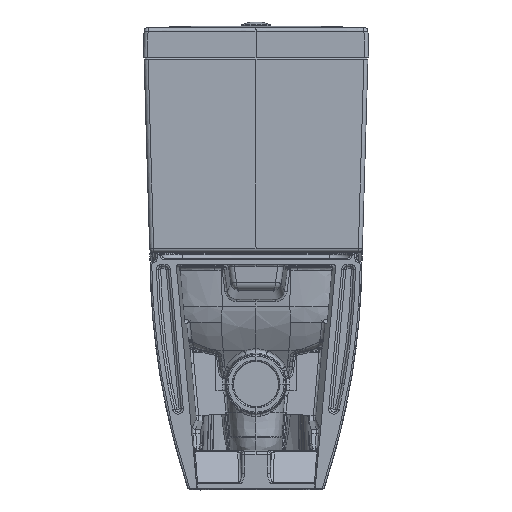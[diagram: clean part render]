
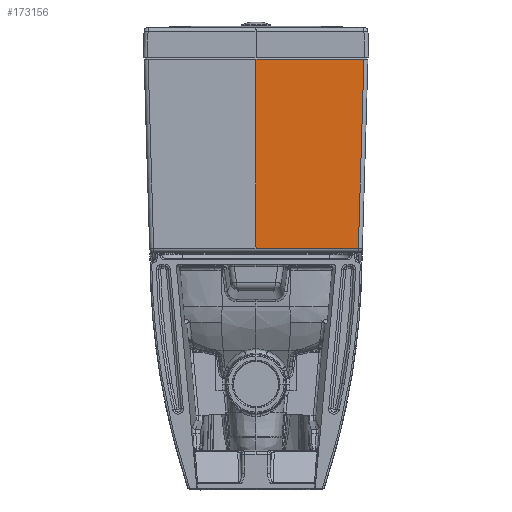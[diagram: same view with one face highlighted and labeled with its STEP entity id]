
A CAD part, left-side view. The second image highlights one B-rep face of the part: STEP entity #173156.
In plain terms, the highlighted planar face has unit normal (-1, 0, 0).
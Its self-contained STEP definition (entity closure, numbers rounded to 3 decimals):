
#172885=CARTESIAN_POINT('',(0.,-178.782,-388.));
#172886=VERTEX_POINT('',#172885);
#172894=CARTESIAN_POINT('',(0.,0.0,-388.));
#172895=VERTEX_POINT('',#172894);
#172896=CARTESIAN_POINT('',(0.0,-178.782,-388.));
#172897=DIRECTION('',(0.0,1.0,0.0));
#172898=VECTOR('',#172897,178.782);
#172899=LINE('',#172896,#172898);
#172900=EDGE_CURVE('',#172886,#172895,#172899,.T.);
#173126=CARTESIAN_POINT('',(0.,0.0,-55.0));
#173127=DIRECTION('',(-1.0,0.0,0.0));
#173128=DIRECTION('',(0.0,0.0,1.0));
#173129=AXIS2_PLACEMENT_3D('',#173126,#173127,#173128);
#173130=PLANE('',#173129);
#173131=CARTESIAN_POINT('',(0.,-188.409,-58.));
#173132=VERTEX_POINT('',#173131);
#173133=CARTESIAN_POINT('',(0.,-178.782,-388.));
#173134=DIRECTION('',(0.0,-0.029,1.));
#173135=VECTOR('',#173134,330.14);
#173136=LINE('',#173133,#173135);
#173137=EDGE_CURVE('',#173132,#172886,#173136,.F.);
#173138=ORIENTED_EDGE('',*,*,#173137,.F.);
#173139=CARTESIAN_POINT('',(0.,0.,-58.));
#173140=VERTEX_POINT('',#173139);
#173141=CARTESIAN_POINT('',(0.,-188.409,-58.));
#173142=DIRECTION('',(0.0,1.0,0.0));
#173143=VECTOR('',#173142,188.409);
#173144=LINE('',#173141,#173143);
#173145=EDGE_CURVE('',#173140,#173132,#173144,.F.);
#173146=ORIENTED_EDGE('',*,*,#173145,.F.);
#173147=CARTESIAN_POINT('',(0.,0.0,-58.));
#173148=DIRECTION('',(0.0,0.0,-1.0));
#173149=VECTOR('',#173148,330.0);
#173150=LINE('',#173147,#173149);
#173151=EDGE_CURVE('',#173140,#172895,#173150,.T.);
#173152=ORIENTED_EDGE('',*,*,#173151,.T.);
#173153=ORIENTED_EDGE('',*,*,#172900,.F.);
#173154=EDGE_LOOP('',(#173138,#173146,#173152,#173153));
#173155=FACE_OUTER_BOUND('',#173154,.T.);
#173156=ADVANCED_FACE('',(#173155),#173130,.T.);
